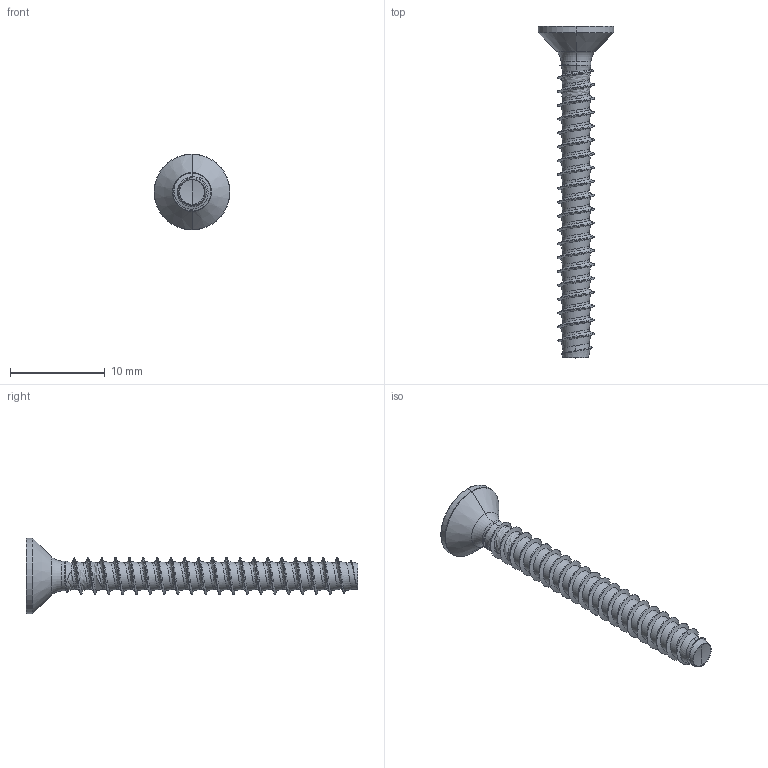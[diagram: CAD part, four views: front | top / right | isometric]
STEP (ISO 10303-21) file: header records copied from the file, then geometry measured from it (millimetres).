
FILE_DESCRIPTION (( 'STEP AP203' ), '1' );
FILE_NAME ('STP330400350.STEP', '2017-08-15T16:33:22', ( '' ), ( '' ), 'SwSTEP 2.0', 'SolidWorks 2015', '' );
FILE_SCHEMA (( 'CONFIG_CONTROL_DESIGN' ));
Length unit declared in the file: millimetre
Products named in the file (1): STP330400350
Bounding box: 8 x 35 x 8 mm (x, y, z)
Volume: 323.7 mm3; surface area: 624.3 mm2
Topology: 1 solids, 1 shells, 203 faces, 477 edges, 276 vertices
Faces by surface type: cylinder 88, bspline 51, sphere 26, plane 22, cone 10, torus 6
Entity records: 36634 total; most frequent: CARTESIAN_POINT 32497, ORIENTED_EDGE 950, DIRECTION 728, EDGE_CURVE 475, AXIS2_PLACEMENT_3D 293, VERTEX_POINT 276, EDGE_LOOP 205, ADVANCED_FACE 203
